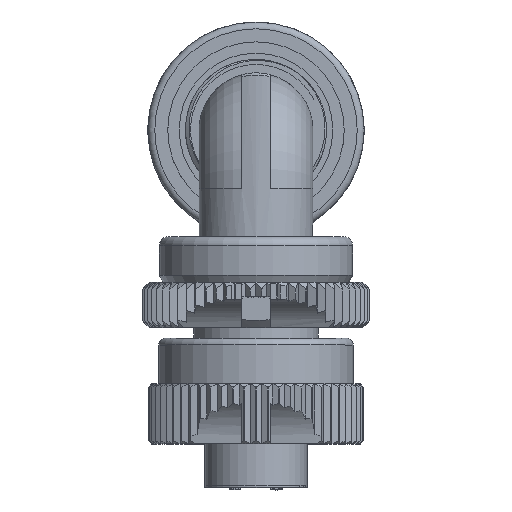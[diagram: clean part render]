
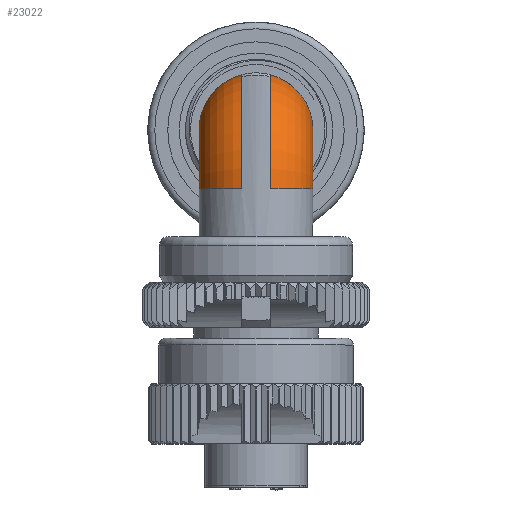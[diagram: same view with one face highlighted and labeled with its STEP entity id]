
A CAD part, top view. The second image highlights one B-rep face of the part: STEP entity #23022.
In plain terms, the highlighted toroidal (fillet/blend) face has major radius 6.604 mm and minor radius 6.35 mm.
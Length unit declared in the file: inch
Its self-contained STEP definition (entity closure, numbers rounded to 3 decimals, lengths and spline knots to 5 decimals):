
#445=TOROIDAL_SURFACE('',#25459,0.26,0.25);
#1806=CIRCLE('',#24737,0.50206);
#1808=CIRCLE('',#24741,0.50206);
#1810=CIRCLE('',#24746,0.25);
#1811=CIRCLE('',#24747,0.25);
#2024=CIRCLE('',#25460,0.25);
#2025=CIRCLE('',#25461,0.25);
#4339=FACE_OUTER_BOUND('',#5749,.T.);
#5749=EDGE_LOOP('',(#20406,#20407,#20408,#20409,#20410,#20411));
#10083=VERTEX_POINT('',#42048);
#10084=VERTEX_POINT('',#42050);
#10088=VERTEX_POINT('',#42073);
#10089=VERTEX_POINT('',#42075);
#10091=VERTEX_POINT('',#42103);
#10829=VERTEX_POINT('',#45070);
#12889=EDGE_CURVE('',#10084,#10083,#1806,.T.);
#12895=EDGE_CURVE('',#10089,#10088,#1808,.T.);
#12901=EDGE_CURVE('',#10088,#10091,#1810,.T.);
#12902=EDGE_CURVE('',#10091,#10084,#1811,.T.);
#14031=EDGE_CURVE('',#10083,#10829,#2024,.T.);
#14032=EDGE_CURVE('',#10829,#10089,#2025,.T.);
#20406=ORIENTED_EDGE('',*,*,#12895,.T.);
#20407=ORIENTED_EDGE('',*,*,#12901,.T.);
#20408=ORIENTED_EDGE('',*,*,#12902,.T.);
#20409=ORIENTED_EDGE('',*,*,#12889,.T.);
#20410=ORIENTED_EDGE('',*,*,#14031,.T.);
#20411=ORIENTED_EDGE('',*,*,#14032,.T.);
#23022=ADVANCED_FACE('',(#4339),#445,.T.);
#24737=AXIS2_PLACEMENT_3D('',#42051,#29294,#29295);
#24741=AXIS2_PLACEMENT_3D('',#42076,#29305,#29306);
#24746=AXIS2_PLACEMENT_3D('',#42105,#29317,#29318);
#24747=AXIS2_PLACEMENT_3D('',#42106,#29319,#29320);
#25459=AXIS2_PLACEMENT_3D('',#45069,#31246,#31247);
#25460=AXIS2_PLACEMENT_3D('',#45071,#31248,#31249);
#25461=AXIS2_PLACEMENT_3D('',#45072,#31250,#31251);
#29294=DIRECTION('center_axis',(-1.,0.,0.));
#29295=DIRECTION('ref_axis',(0.,0.,-1.));
#29305=DIRECTION('center_axis',(1.,0.,0.));
#29306=DIRECTION('ref_axis',(0.,0.,-1.));
#29317=DIRECTION('center_axis',(0.,1.,0.));
#29318=DIRECTION('ref_axis',(-1.,0.,0.));
#29319=DIRECTION('center_axis',(0.,1.,0.));
#29320=DIRECTION('ref_axis',(-1.,0.,0.));
#31246=DIRECTION('center_axis',(1.,0.,0.));
#31247=DIRECTION('ref_axis',(0.,0.,-1.));
#31248=DIRECTION('center_axis',(0.,0.,1.));
#31249=DIRECTION('ref_axis',(-1.,0.,0.));
#31250=DIRECTION('center_axis',(0.,0.,1.));
#31251=DIRECTION('ref_axis',(-1.,0.,0.));
#42048=CARTESIAN_POINT('',(-0.0625,0.24206,0.55));
#42050=CARTESIAN_POINT('',(-0.0625,-0.26,1.05206));
#42051=CARTESIAN_POINT('Origin',(-0.0625,-0.26,0.55));
#42073=CARTESIAN_POINT('',(0.0625,-0.26,1.05206));
#42075=CARTESIAN_POINT('',(0.0625,0.24206,0.55));
#42076=CARTESIAN_POINT('Origin',(0.0625,-0.26,0.55));
#42103=CARTESIAN_POINT('',(0.25,-0.26,0.81));
#42105=CARTESIAN_POINT('Origin',(0.,-0.26,0.81));
#42106=CARTESIAN_POINT('Origin',(0.,-0.26,0.81));
#45069=CARTESIAN_POINT('Origin',(0.,-0.26,0.55));
#45070=CARTESIAN_POINT('',(0.25,0.,0.55));
#45071=CARTESIAN_POINT('Origin',(0.,0.,0.55));
#45072=CARTESIAN_POINT('Origin',(0.,0.,0.55));
